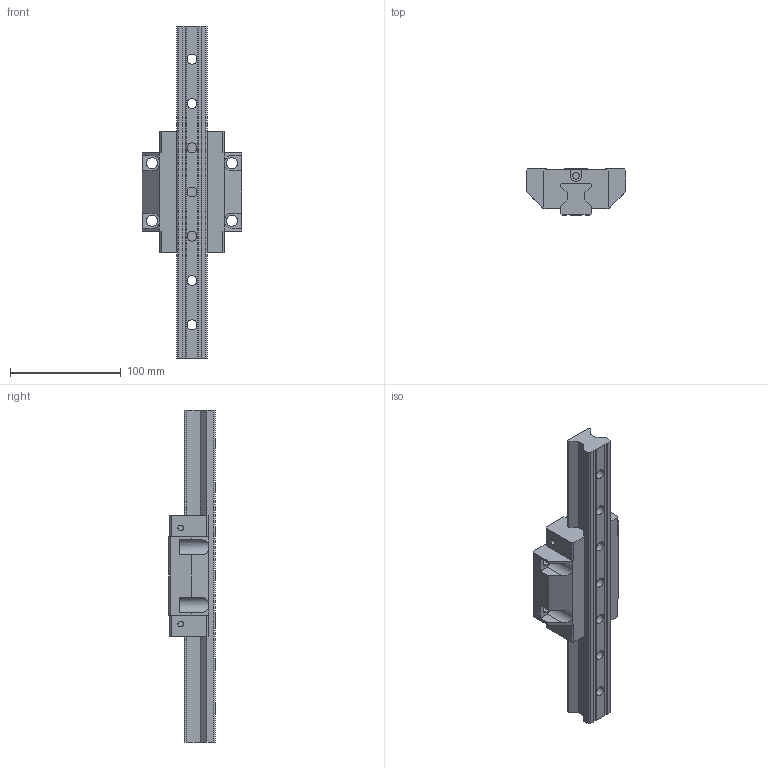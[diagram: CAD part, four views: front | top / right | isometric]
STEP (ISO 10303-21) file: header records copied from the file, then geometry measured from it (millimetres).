
FILE_DESCRIPTION((''),'2;1');
FILE_NAME('RGW30CC_ASM','2008-07-11T',('danharen'),(''),'PRO/ENGINEER BY PARAMETRIC TECHNOLOGY CORPORATION, 2004360','PRO/ENGINEER BY PARAMETRIC TECHNOLOGY CORPORATION, 2004360','');
FILE_SCHEMA(('CONFIG_CONTROL_DESIGN'));
Length unit declared in the file: millimetre
Products named in the file (4): RGW30CC_BLOCK_10; PRT0002; RGW30CC_ASM_5_ASM; RGW30CC_ASM
Assembly tree (3 placements, depth 3):
  RGW30CC_ASM
    RGW30CC_ASM_5_ASM
      RGW30CC_BLOCK_10
      PRT0002
Bounding box: 90 x 42 x 300 mm (x, y, z)
Volume: 388123.2 mm3; surface area: 82232.4 mm2
Topology: 2 solids, 2 shells, 191 faces, 514 edges, 344 vertices
Faces by surface type: plane 125, cylinder 66
Entity records: 6203 total; most frequent: CARTESIAN_POINT 1099, DIRECTION 1046, ORIENTED_EDGE 1028, EDGE_CURVE 514, VECTOR 366, LINE 366, VERTEX_POINT 344, AXIS2_PLACEMENT_3D 340
